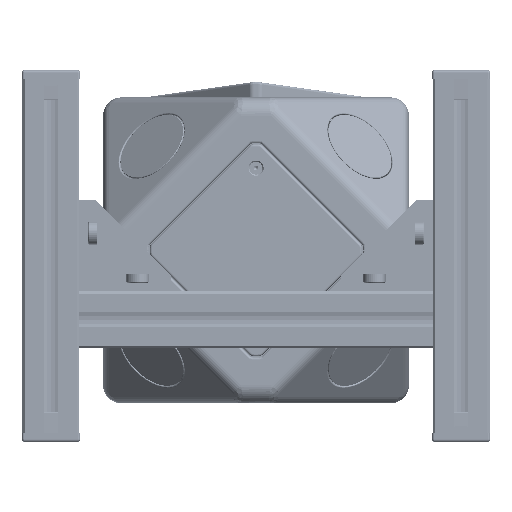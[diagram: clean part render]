
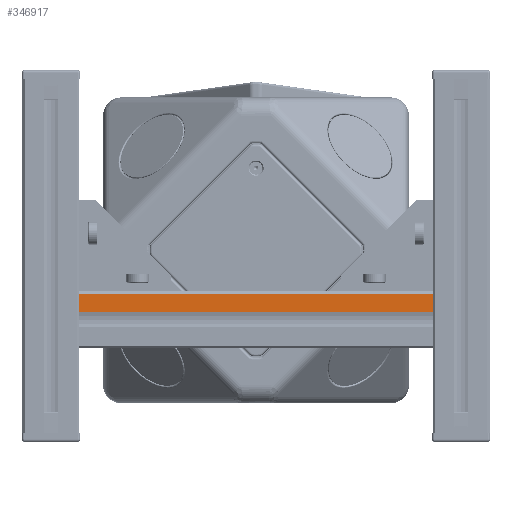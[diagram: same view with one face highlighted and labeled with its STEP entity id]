
A CAD part, front view. The second image highlights one B-rep face of the part: STEP entity #346917.
In plain terms, the highlighted planar face has unit normal (0, -1, 0).
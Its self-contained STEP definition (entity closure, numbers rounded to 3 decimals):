
#27585 = ORIENTED_EDGE ( 'NONE', *, *, #515123, .F. ) ;
#32369 = EDGE_CURVE ( 'NONE', #68581, #449183, #107046, .T. ) ;
#68581 = VERTEX_POINT ( 'NONE', #72734 ) ;
#72734 = CARTESIAN_POINT ( 'NONE',  ( 77.5, -12.497, 3.251 ) ) ;
#106314 = AXIS2_PLACEMENT_3D ( 'NONE', #363162, #109743, #405791 ) ;
#107046 = LINE ( 'NONE', #174885, #364384 ) ;
#109743 = DIRECTION ( 'NONE',  ( 0., 1., 0. ) ) ;
#110745 = CARTESIAN_POINT ( 'NONE',  ( -77.5, -12.497, 11.481 ) ) ;
#129771 = LINE ( 'NONE', #353539, #228896 ) ;
#138707 = CARTESIAN_POINT ( 'NONE',  ( -77.5, -12.497, 3.251 ) ) ;
#146306 = LINE ( 'NONE', #486707, #357949 ) ;
#150473 = VECTOR ( 'NONE', #367022, 1000. ) ;
#174885 = CARTESIAN_POINT ( 'NONE',  ( 77.5, -12.497, 3.251 ) ) ;
#228896 = VECTOR ( 'NONE', #272276, 1000. ) ;
#233496 = EDGE_CURVE ( 'NONE', #240035, #489626, #548022, .T. ) ;
#240035 = VERTEX_POINT ( 'NONE', #527833 ) ;
#256121 = ORIENTED_EDGE ( 'NONE', *, *, #501795, .T. ) ;
#266674 = ORIENTED_EDGE ( 'NONE', *, *, #32369, .F. ) ;
#272276 = DIRECTION ( 'NONE',  ( 0., 0., -1. ) ) ;
#275288 = ORIENTED_EDGE ( 'NONE', *, *, #233496, .T. ) ;
#282196 = FACE_OUTER_BOUND ( 'NONE', #385588, .T. ) ;
#324539 = CARTESIAN_POINT ( 'NONE',  ( 77.5, -12.497, 11.481 ) ) ;
#346917 = ADVANCED_FACE ( 'NONE', ( #282196 ), #444669, .F. ) ;
#353539 = CARTESIAN_POINT ( 'NONE',  ( -77.5, -12.497, 11.481 ) ) ;
#357949 = VECTOR ( 'NONE', #529306, 1000. ) ;
#363162 = CARTESIAN_POINT ( 'NONE',  ( 77.5, -12.497, 11.481 ) ) ;
#364384 = VECTOR ( 'NONE', #428362, 1000. ) ;
#367022 = DIRECTION ( 'NONE',  ( -1., 0., 0. ) ) ;
#385588 = EDGE_LOOP ( 'NONE', ( #256121, #266674, #27585, #275288 ) ) ;
#405791 = DIRECTION ( 'NONE',  ( 0., 0., 1. ) ) ;
#428362 = DIRECTION ( 'NONE',  ( -1., 0., 0. ) ) ;
#444669 = PLANE ( 'NONE',  #106314 ) ;
#449183 = VERTEX_POINT ( 'NONE', #138707 ) ;
#486707 = CARTESIAN_POINT ( 'NONE',  ( 77.5, -12.497, 11.481 ) ) ;
#489626 = VERTEX_POINT ( 'NONE', #110745 ) ;
#501795 = EDGE_CURVE ( 'NONE', #489626, #449183, #129771, .T. ) ;
#515123 = EDGE_CURVE ( 'NONE', #240035, #68581, #146306, .T. ) ;
#527833 = CARTESIAN_POINT ( 'NONE',  ( 77.5, -12.497, 11.481 ) ) ;
#529306 = DIRECTION ( 'NONE',  ( 0., 0., -1. ) ) ;
#548022 = LINE ( 'NONE', #324539, #150473 ) ;
